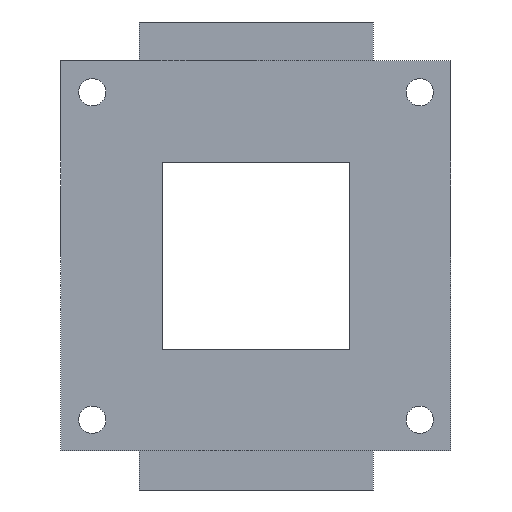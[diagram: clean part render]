
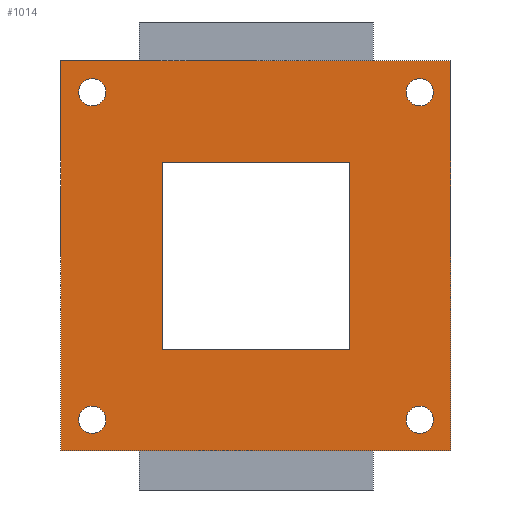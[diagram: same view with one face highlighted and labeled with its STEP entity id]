
A CAD part, left-side view. The second image highlights one B-rep face of the part: STEP entity #1014.
In plain terms, the highlighted planar face has unit normal (-1, 0, 0).
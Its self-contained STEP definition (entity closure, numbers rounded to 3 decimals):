
#1=DIRECTION('',(0.,0.,1.));
#2=VECTOR('',#1,50.);
#3=CARTESIAN_POINT('',(-1.5,25.,-25.));
#4=LINE('',#3,#2);
#5=DIRECTION('',(0.,-1.,0.));
#6=VECTOR('',#5,50.);
#7=CARTESIAN_POINT('',(-1.5,25.,25.));
#8=LINE('',#7,#6);
#9=DIRECTION('',(0.,0.,-1.));
#10=VECTOR('',#9,50.);
#11=CARTESIAN_POINT('',(-1.5,-25.,25.));
#12=LINE('',#11,#10);
#13=DIRECTION('',(0.,1.,0.));
#14=VECTOR('',#13,50.);
#15=CARTESIAN_POINT('',(-1.5,-25.,-25.));
#16=LINE('',#15,#14);
#17=DIRECTION('',(0.,-1.,0.));
#18=VECTOR('',#17,24.);
#19=CARTESIAN_POINT('',(-1.5,12.,12.));
#20=LINE('',#19,#18);
#21=DIRECTION('',(0.,0.,1.));
#22=VECTOR('',#21,24.);
#23=CARTESIAN_POINT('',(-1.5,12.,-12.));
#24=LINE('',#23,#22);
#25=DIRECTION('',(0.,1.,0.));
#26=VECTOR('',#25,24.);
#27=CARTESIAN_POINT('',(-1.5,-12.,-12.));
#28=LINE('',#27,#26);
#29=DIRECTION('',(0.,0.,-1.));
#30=VECTOR('',#29,24.);
#31=CARTESIAN_POINT('',(-1.5,-12.,12.));
#32=LINE('',#31,#30);
#33=CARTESIAN_POINT('',(-1.5,21.,21.));
#34=DIRECTION('',(1.,0.,0.));
#35=DIRECTION('',(0.,0.,-1.));
#36=AXIS2_PLACEMENT_3D('',#33,#34,#35);
#38=CARTESIAN_POINT('',(-1.5,21.,21.));
#39=DIRECTION('',(1.,0.,0.));
#40=DIRECTION('',(0.,0.,1.));
#41=AXIS2_PLACEMENT_3D('',#38,#39,#40);
#43=CARTESIAN_POINT('',(-1.5,21.,-21.));
#44=DIRECTION('',(-1.,0.,0.));
#45=DIRECTION('',(0.,0.,1.));
#46=AXIS2_PLACEMENT_3D('',#43,#44,#45);
#48=CARTESIAN_POINT('',(-1.5,21.,-21.));
#49=DIRECTION('',(-1.,0.,0.));
#50=DIRECTION('',(0.,0.,-1.));
#51=AXIS2_PLACEMENT_3D('',#48,#49,#50);
#53=CARTESIAN_POINT('',(-1.5,-21.,-21.));
#54=DIRECTION('',(1.,0.,0.));
#55=DIRECTION('',(0.,0.,1.));
#56=AXIS2_PLACEMENT_3D('',#53,#54,#55);
#58=CARTESIAN_POINT('',(-1.5,-21.,-21.));
#59=DIRECTION('',(1.,0.,0.));
#60=DIRECTION('',(0.,0.,-1.));
#61=AXIS2_PLACEMENT_3D('',#58,#59,#60);
#63=CARTESIAN_POINT('',(-1.5,-21.,21.));
#64=DIRECTION('',(-1.,0.,0.));
#65=DIRECTION('',(0.,0.,-1.));
#66=AXIS2_PLACEMENT_3D('',#63,#64,#65);
#68=CARTESIAN_POINT('',(-1.5,-21.,21.));
#69=DIRECTION('',(-1.,0.,0.));
#70=DIRECTION('',(0.,0.,1.));
#71=AXIS2_PLACEMENT_3D('',#68,#69,#70);
#737=CARTESIAN_POINT('',(-1.5,25.,-25.));
#738=CARTESIAN_POINT('',(-1.5,25.,25.));
#739=VERTEX_POINT('',#737);
#740=VERTEX_POINT('',#738);
#741=CARTESIAN_POINT('',(-1.5,-25.,25.));
#742=VERTEX_POINT('',#741);
#743=CARTESIAN_POINT('',(-1.5,-25.,-25.));
#744=VERTEX_POINT('',#743);
#777=CARTESIAN_POINT('',(-1.5,12.,12.));
#778=CARTESIAN_POINT('',(-1.5,-12.,12.));
#779=VERTEX_POINT('',#777);
#780=VERTEX_POINT('',#778);
#781=CARTESIAN_POINT('',(-1.5,-12.,-12.));
#782=VERTEX_POINT('',#781);
#783=CARTESIAN_POINT('',(-1.5,12.,-12.));
#784=VERTEX_POINT('',#783);
#889=CARTESIAN_POINT('',(-1.5,21.,19.25));
#890=CARTESIAN_POINT('',(-1.5,21.,22.75));
#891=VERTEX_POINT('',#889);
#892=VERTEX_POINT('',#890);
#893=CARTESIAN_POINT('',(-1.5,21.,-19.25));
#894=CARTESIAN_POINT('',(-1.5,21.,-22.75));
#895=VERTEX_POINT('',#893);
#896=VERTEX_POINT('',#894);
#897=CARTESIAN_POINT('',(-1.5,-21.,-19.25));
#898=CARTESIAN_POINT('',(-1.5,-21.,-22.75));
#899=VERTEX_POINT('',#897);
#900=VERTEX_POINT('',#898);
#901=CARTESIAN_POINT('',(-1.5,-21.,19.25));
#902=CARTESIAN_POINT('',(-1.5,-21.,22.75));
#903=VERTEX_POINT('',#901);
#904=VERTEX_POINT('',#902);
#965=CARTESIAN_POINT('',(-1.5,0.,0.));
#966=DIRECTION('',(1.,0.,0.));
#967=DIRECTION('',(0.,0.,-1.));
#968=AXIS2_PLACEMENT_3D('',#965,#966,#967);
#969=PLANE('',#968);
#971=ORIENTED_EDGE('',*,*,#970,.T.);
#973=ORIENTED_EDGE('',*,*,#972,.T.);
#975=ORIENTED_EDGE('',*,*,#974,.T.);
#977=ORIENTED_EDGE('',*,*,#976,.T.);
#978=EDGE_LOOP('',(#971,#973,#975,#977));
#979=FACE_OUTER_BOUND('',#978,.F.);
#981=ORIENTED_EDGE('',*,*,#980,.F.);
#983=ORIENTED_EDGE('',*,*,#982,.F.);
#985=ORIENTED_EDGE('',*,*,#984,.F.);
#987=ORIENTED_EDGE('',*,*,#986,.F.);
#988=EDGE_LOOP('',(#981,#983,#985,#987));
#989=FACE_BOUND('',#988,.F.);
#991=ORIENTED_EDGE('',*,*,#990,.F.);
#993=ORIENTED_EDGE('',*,*,#992,.F.);
#994=EDGE_LOOP('',(#991,#993));
#995=FACE_BOUND('',#994,.F.);
#997=ORIENTED_EDGE('',*,*,#996,.T.);
#999=ORIENTED_EDGE('',*,*,#998,.T.);
#1000=EDGE_LOOP('',(#997,#999));
#1001=FACE_BOUND('',#1000,.F.);
#1003=ORIENTED_EDGE('',*,*,#1002,.F.);
#1005=ORIENTED_EDGE('',*,*,#1004,.F.);
#1006=EDGE_LOOP('',(#1003,#1005));
#1007=FACE_BOUND('',#1006,.F.);
#1009=ORIENTED_EDGE('',*,*,#1008,.T.);
#1011=ORIENTED_EDGE('',*,*,#1010,.T.);
#1012=EDGE_LOOP('',(#1009,#1011));
#1013=FACE_BOUND('',#1012,.F.);
#1014=ADVANCED_FACE('',(#979,#989,#995,#1001,#1007,#1013),#969,.F.);
#37=CIRCLE('',#36,1.75);
#42=CIRCLE('',#41,1.75);
#47=CIRCLE('',#46,1.75);
#52=CIRCLE('',#51,1.75);
#57=CIRCLE('',#56,1.75);
#62=CIRCLE('',#61,1.75);
#67=CIRCLE('',#66,1.75);
#72=CIRCLE('',#71,1.75);
#970=EDGE_CURVE('',#739,#740,#4,.T.);
#972=EDGE_CURVE('',#740,#742,#8,.T.);
#974=EDGE_CURVE('',#742,#744,#12,.T.);
#976=EDGE_CURVE('',#744,#739,#16,.T.);
#980=EDGE_CURVE('',#779,#780,#20,.T.);
#982=EDGE_CURVE('',#784,#779,#24,.T.);
#984=EDGE_CURVE('',#782,#784,#28,.T.);
#986=EDGE_CURVE('',#780,#782,#32,.T.);
#990=EDGE_CURVE('',#891,#892,#37,.T.);
#992=EDGE_CURVE('',#892,#891,#42,.T.);
#996=EDGE_CURVE('',#895,#896,#47,.T.);
#998=EDGE_CURVE('',#896,#895,#52,.T.);
#1002=EDGE_CURVE('',#899,#900,#57,.T.);
#1004=EDGE_CURVE('',#900,#899,#62,.T.);
#1008=EDGE_CURVE('',#903,#904,#67,.T.);
#1010=EDGE_CURVE('',#904,#903,#72,.T.);
